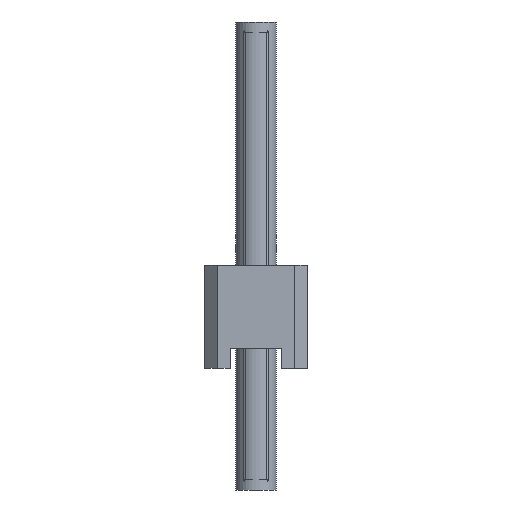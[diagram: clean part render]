
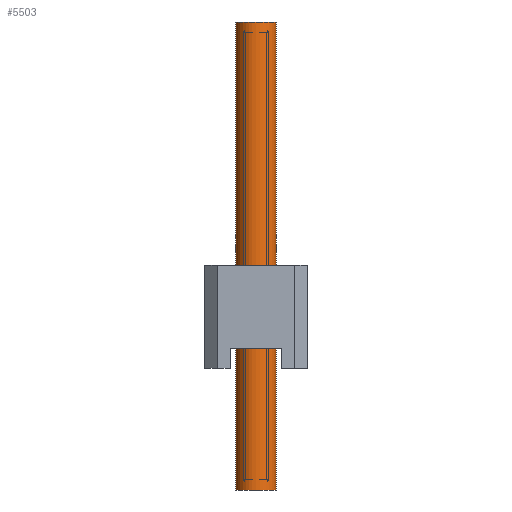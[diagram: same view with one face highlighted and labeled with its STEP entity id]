
A CAD part, left-side view. The second image highlights one B-rep face of the part: STEP entity #5503.
In plain terms, the highlighted cylindrical face has radius 0.5 mm (diameter 1 mm), a full revolution.
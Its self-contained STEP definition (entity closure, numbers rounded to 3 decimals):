
#3122=ORIENTED_EDGE('',*,*,#3904,.F.);
#3123=ORIENTED_EDGE('',*,*,#3905,.T.);
#3904=EDGE_CURVE('',#4426,#4426,#4564,.T.);
#3905=EDGE_CURVE('',#4427,#4427,#4565,.T.);
#4426=VERTEX_POINT('',#9048);
#4427=VERTEX_POINT('',#9050);
#4564=CIRCLE('',#5957,0.5);
#4565=CIRCLE('',#5958,0.5);
#4864=EDGE_LOOP('',(#3122));
#4865=EDGE_LOOP('',(#3123));
#5164=FACE_BOUND('',#4864,.T.);
#5165=FACE_BOUND('',#4865,.T.);
#5238=CYLINDRICAL_SURFACE('',#5956,0.5);
#5503=ADVANCED_FACE('',(#5164,#5165),#5238,.F.);
#5956=AXIS2_PLACEMENT_3D('',#9046,#7440,#7441);
#5957=AXIS2_PLACEMENT_3D('',#9047,#7442,#7443);
#5958=AXIS2_PLACEMENT_3D('',#9049,#7444,#7445);
#7440=DIRECTION('',(0.,0.,1.));
#7441=DIRECTION('',(1.,0.,0.));
#7442=DIRECTION('',(0.,0.,-1.));
#7443=DIRECTION('',(1.,0.,0.));
#7444=DIRECTION('',(0.,0.,-1.));
#7445=DIRECTION('',(1.,0.,0.));
#9046=CARTESIAN_POINT('',(0.,0.,0.));
#9047=CARTESIAN_POINT('',(0.,0.,11.54));
#9048=CARTESIAN_POINT('',(0.5,0.,11.54));
#9049=CARTESIAN_POINT('',(0.,0.,0.));
#9050=CARTESIAN_POINT('',(0.5,0.,0.));
